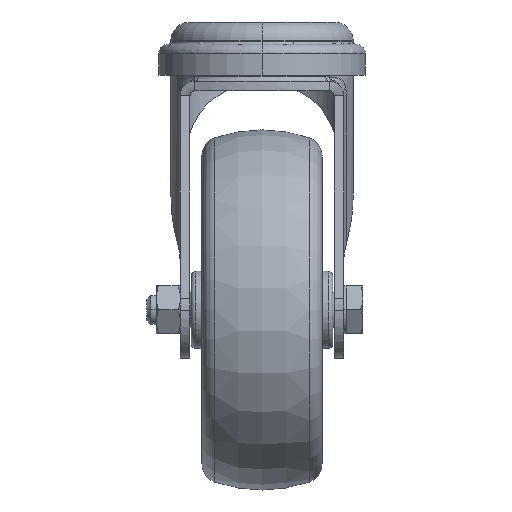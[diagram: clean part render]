
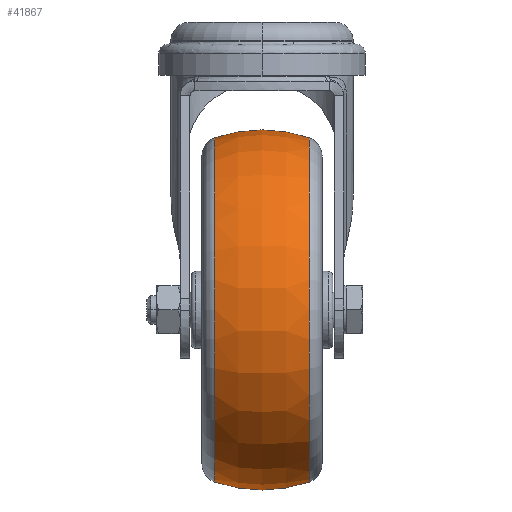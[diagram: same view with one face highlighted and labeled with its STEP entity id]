
A CAD part, top view. The second image highlights one B-rep face of the part: STEP entity #41867.
In plain terms, the highlighted toroidal (fillet/blend) face has major radius 7.5 mm and minor radius 30 mm.
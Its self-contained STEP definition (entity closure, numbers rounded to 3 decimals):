
#107 = VERTEX_POINT ( 'NONE', #38344 ) ;
#123 = VERTEX_POINT ( 'NONE', #38360 ) ;
#138 = VERTEX_POINT ( 'NONE', #38375 ) ;
#189 = VERTEX_POINT ( 'NONE', #38426 ) ;
#1124 = EDGE_LOOP ( 'NONE', ( #8361, #9004, #8362, #9009 ) ) ;
#8361 = ORIENTED_EDGE ( 'NONE', *, *, #24493, .T. ) ;
#8362 = ORIENTED_EDGE ( 'NONE', *, *, #24484, .F. ) ;
#9004 = ORIENTED_EDGE ( 'NONE', *, *, #24494, .T. ) ;
#9009 = ORIENTED_EDGE ( 'NONE', *, *, #24499, .F. ) ;
#19307 = DIRECTION ( 'NONE',  ( -1., 0., 0. ) ) ;
#19309 = CARTESIAN_POINT ( 'NONE',  ( 0., 0., 0. ) ) ;
#19318 = DIRECTION ( 'NONE',  ( 0., 0., 1. ) ) ;
#24484 = EDGE_CURVE ( 'NONE', #123, #138, #40745, .T. ) ;
#24493 = EDGE_CURVE ( 'NONE', #107, #189, #40753, .T. ) ;
#24494 = EDGE_CURVE ( 'NONE', #189, #138, #40755, .T. ) ;
#24499 = EDGE_CURVE ( 'NONE', #107, #123, #40761, .T. ) ;
#25665 = FACE_OUTER_BOUND ( 'NONE', #1124, .T. ) ;
#25679 = TOROIDAL_SURFACE ( 'NONE', #37230, 7.5, 30. ) ;
#36601 = AXIS2_PLACEMENT_3D ( 'NONE', #43784, #43785, #43786 ) ;
#36603 = AXIS2_PLACEMENT_3D ( 'NONE', #43764, #43765, #43766 ) ;
#36609 = AXIS2_PLACEMENT_3D ( 'NONE', #43787, #43788, #43789 ) ;
#36620 = AXIS2_PLACEMENT_3D ( 'NONE', #39105, #39106, #39107 ) ;
#37230 = AXIS2_PLACEMENT_3D ( 'NONE', #19309, #19307, #19318 ) ;
#38344 = CARTESIAN_POINT ( 'NONE',  ( 9.808, 0., 35.852 ) ) ;
#38360 = CARTESIAN_POINT ( 'NONE',  ( -9.808, 0., 35.852 ) ) ;
#38375 = CARTESIAN_POINT ( 'NONE',  ( -9.808, 0., -35.852 ) ) ;
#38426 = CARTESIAN_POINT ( 'NONE',  ( 9.808, 0., -35.852 ) ) ;
#39105 = CARTESIAN_POINT ( 'NONE',  ( 0., 0., 7.5 ) ) ;
#39106 = DIRECTION ( 'NONE',  ( 0., -1., 0. ) ) ;
#39107 = DIRECTION ( 'NONE',  ( 0., 0., -1. ) ) ;
#40745 = CIRCLE ( 'NONE', #36603, 35.852 ) ;
#40753 = CIRCLE ( 'NONE', #36601, 35.852 ) ;
#40755 = CIRCLE ( 'NONE', #36609, 30. ) ;
#40761 = CIRCLE ( 'NONE', #36620, 30. ) ;
#41867 = ADVANCED_FACE ( 'NONE', ( #25665 ), #25679, .T. ) ;
#43764 = CARTESIAN_POINT ( 'NONE',  ( -9.808, 0., 0. ) ) ;
#43765 = DIRECTION ( 'NONE',  ( -1., 0., 0. ) ) ;
#43766 = DIRECTION ( 'NONE',  ( 0., 0., 1. ) ) ;
#43784 = CARTESIAN_POINT ( 'NONE',  ( 9.808, 0., 0. ) ) ;
#43785 = DIRECTION ( 'NONE',  ( -1., 0., 0. ) ) ;
#43786 = DIRECTION ( 'NONE',  ( 0., 0., 1. ) ) ;
#43787 = CARTESIAN_POINT ( 'NONE',  ( 0., 0., -7.5 ) ) ;
#43788 = DIRECTION ( 'NONE',  ( 0., 1., 0. ) ) ;
#43789 = DIRECTION ( 'NONE',  ( 0., 0., 1. ) ) ;
